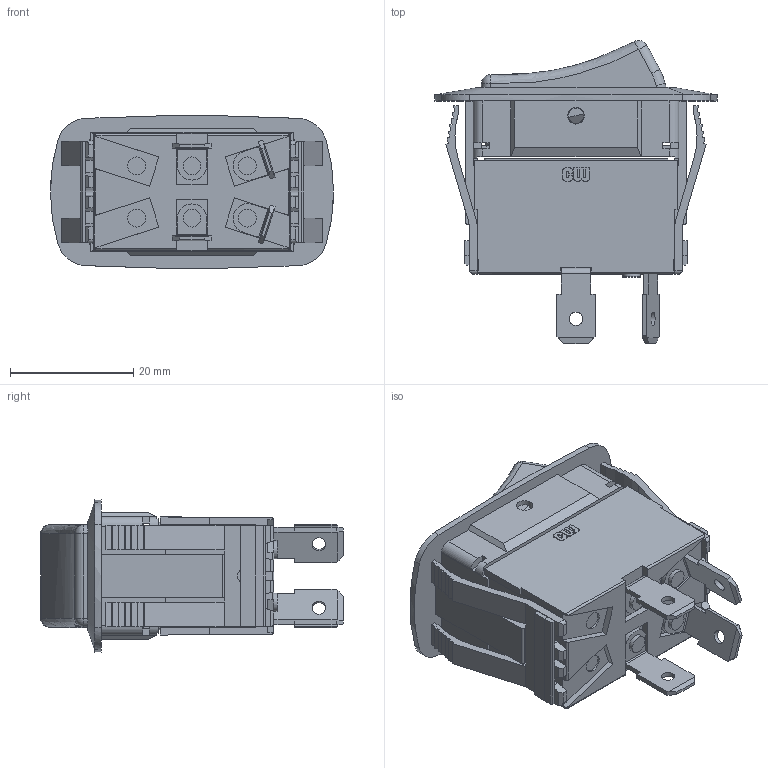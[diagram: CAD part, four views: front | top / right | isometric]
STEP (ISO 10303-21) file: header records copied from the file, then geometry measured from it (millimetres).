
FILE_DESCRIPTION(/* description */ (''),/* implementation_level */ '2;1');
FILE_NAME(/* name */ 'GRB260F1_3D Model.stp',/* time_stamp */ '2020-07-20T10:00:38-04:00',/* author */ ('dwiltbank'),/* organization */ (''),/* preprocessor_version */ 'ST-DEVELOPER v18.1',/* originating_system */ 'Autodesk Inventor 2020',/* authorisation */ '');
FILE_SCHEMA (('AUTOMOTIVE_DESIGN { 1 0 10303 214 3 1 1 }'));
Length unit declared in the file: inch
Products named in the file (1): GRB260F1_3D Model
Bounding box: 46 x 49.24 x 24.75 mm (x, y, z)
Volume: 9962.9 mm3; surface area: 14349 mm2
Topology: 1 solids, 1 shells, 635 faces, 1828 edges, 1201 vertices
Faces by surface type: plane 492, cylinder 114, cone 17, bspline 8, sphere 4
Full cylindrical faces by diameter (mm): 2.2 x4, 2.5 x6, 2.7 x2, 2.9 x10, 3 x1, 6 x2
Entity records: 21691 total; most frequent: CARTESIAN_POINT 4694, ORIENTED_EDGE 3656, DIRECTION 3373, EDGE_CURVE 1828, LINE 1487, VECTOR 1487, VERTEX_POINT 1201, AXIS2_PLACEMENT_3D 943
